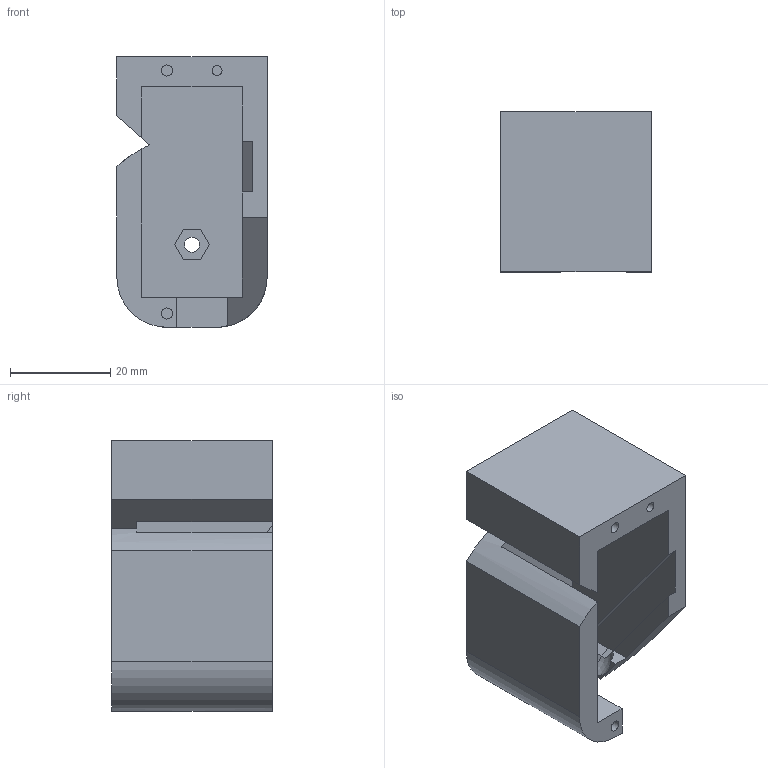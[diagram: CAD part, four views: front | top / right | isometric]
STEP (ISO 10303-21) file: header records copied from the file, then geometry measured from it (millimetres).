
FILE_DESCRIPTION( ( 'Unknown' ), '1' );
FILE_NAME( 'antebrazo (se autodestruira).stp', 'Unknown', ( 'Unknown' ), ( 'Unknown' ), 'PSStep 16.0.42', 'Unknown', ' ' );
FILE_SCHEMA( ( 'AUTOMOTIVE_DESIGN { 1 0 10303 214 1 1 1 1 }' ) );
Length unit declared in the file: millimetre
Products named in the file (1): 1
Bounding box: 30 x 32 x 54 mm (x, y, z)
Volume: 23624.1 mm3; surface area: 11331.6 mm2
Topology: 1 solids, 1 shells, 50 faces, 129 edges, 85 vertices
Faces by surface type: plane 40, cylinder 8, sphere 1, cone 1
Full cylindrical faces by diameter (mm): 2 x1, 2.2 x2, 3 x1
Entity records: 1908 total; most frequent: CARTESIAN_POINT 265, DIRECTION 250, ORIENTED_EDGE 248, EDGE_CURVE 124, LINE 96, VECTOR 96, VERTEX_POINT 84, AXIS2_PLACEMENT_3D 77
